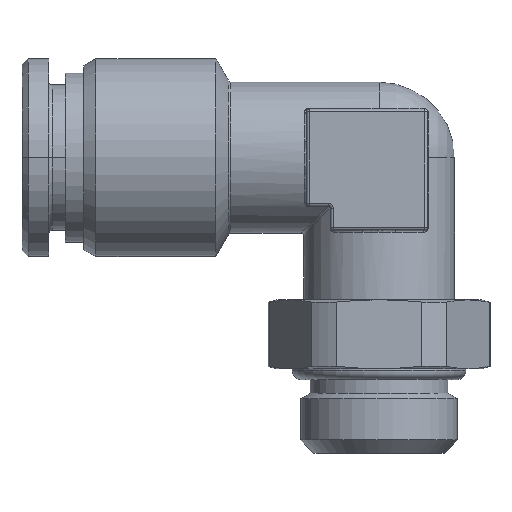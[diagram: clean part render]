
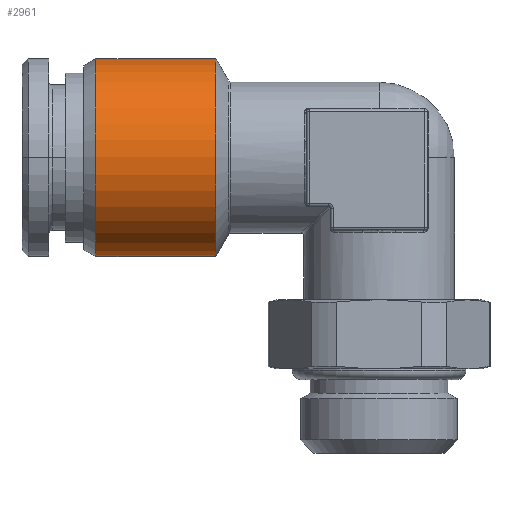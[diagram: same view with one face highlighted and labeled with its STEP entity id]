
A CAD part, top view. The second image highlights one B-rep face of the part: STEP entity #2961.
In plain terms, the highlighted cylindrical face has radius 8.2 mm (diameter 16.4 mm), a partial arc.
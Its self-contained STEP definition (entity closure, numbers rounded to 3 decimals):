
#93=CARTESIAN_POINT('',(-23.48,0.,0.));
#94=DIRECTION('',(1.,0.,0.));
#95=DIRECTION('',(0.,1.,0.));
#96=AXIS2_PLACEMENT_3D('',#93,#94,#95);
#98=CARTESIAN_POINT('',(-13.538,0.,0.));
#99=DIRECTION('',(1.,0.,0.));
#100=DIRECTION('',(0.,1.,0.));
#101=AXIS2_PLACEMENT_3D('',#98,#99,#100);
#126=DIRECTION('',(1.,0.,0.));
#127=VECTOR('',#126,9.942);
#128=CARTESIAN_POINT('',(-23.48,8.2,0.));
#129=LINE('',#128,#127);
#135=DIRECTION('',(1.,0.,0.));
#136=VECTOR('',#135,9.942);
#137=CARTESIAN_POINT('',(-23.48,-8.2,0.));
#138=LINE('',#137,#136);
#2441=CARTESIAN_POINT('',(-23.48,8.2,0.));
#2442=CARTESIAN_POINT('',(-23.48,-8.2,0.));
#2443=VERTEX_POINT('',#2441);
#2444=VERTEX_POINT('',#2442);
#2465=CARTESIAN_POINT('',(-13.538,8.2,0.));
#2466=CARTESIAN_POINT('',(-13.538,-8.2,0.));
#2467=VERTEX_POINT('',#2465);
#2468=VERTEX_POINT('',#2466);
#2947=CARTESIAN_POINT('',(-25.05,0.,0.));
#2948=DIRECTION('',(1.,0.,0.));
#2949=DIRECTION('',(0.,-1.,0.));
#2950=AXIS2_PLACEMENT_3D('',#2947,#2948,#2949);
#2951=CYLINDRICAL_SURFACE('',#2950,8.2);
#2953=ORIENTED_EDGE('',*,*,#2952,.T.);
#2955=ORIENTED_EDGE('',*,*,#2954,.F.);
#2956=ORIENTED_EDGE('',*,*,#2942,.F.);
#2958=ORIENTED_EDGE('',*,*,#2957,.T.);
#2959=EDGE_LOOP('',(#2953,#2955,#2956,#2958));
#2960=FACE_OUTER_BOUND('',#2959,.F.);
#2961=ADVANCED_FACE('',(#2960),#2951,.T.);
#97=CIRCLE('',#96,8.2);
#102=CIRCLE('',#101,8.2);
#2942=EDGE_CURVE('',#2443,#2444,#97,.T.);
#2952=EDGE_CURVE('',#2467,#2468,#102,.T.);
#2954=EDGE_CURVE('',#2444,#2468,#138,.T.);
#2957=EDGE_CURVE('',#2443,#2467,#129,.T.);
